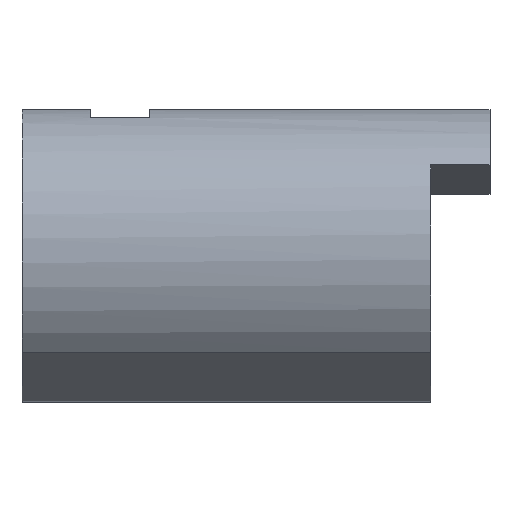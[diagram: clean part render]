
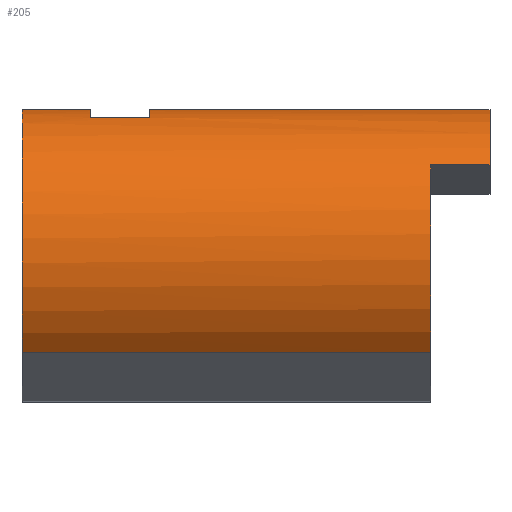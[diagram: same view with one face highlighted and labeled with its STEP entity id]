
A CAD part, top view. The second image highlights one B-rep face of the part: STEP entity #205.
In plain terms, the highlighted cylindrical face has radius 82 mm (diameter 164 mm), a partial arc.
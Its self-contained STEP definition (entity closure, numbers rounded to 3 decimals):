
#13 = CARTESIAN_POINT ( 'NONE',  ( 0., 50.484, 64.617 ) ) ;
#20 = CARTESIAN_POINT ( 'NONE',  ( -156., 76.701, 29. ) ) ;
#24 = DIRECTION ( 'NONE',  ( 0., 0., -1. ) ) ;
#26 = LINE ( 'NONE', #457, #449 ) ;
#39 = CARTESIAN_POINT ( 'NONE',  ( 33., 50.484, 64.617 ) ) ;
#43 = DIRECTION ( 'NONE',  ( 0., 0., -1. ) ) ;
#54 = AXIS2_PLACEMENT_3D ( 'NONE', #452, #155, #281 ) ;
#55 = CIRCLE ( 'NONE', #226, 82. ) ;
#60 = CARTESIAN_POINT ( 'NONE',  ( 0., -53.754, 61.923 ) ) ;
#66 = LINE ( 'NONE', #547, #413 ) ;
#69 = CARTESIAN_POINT ( 'NONE',  ( -189., 81.388, 10. ) ) ;
#70 = DIRECTION ( 'NONE',  ( -1., 0., 0. ) ) ;
#73 = CARTESIAN_POINT ( 'NONE',  ( 0., 76.701, 29. ) ) ;
#80 = ORIENTED_EDGE ( 'NONE', *, *, #149, .T. ) ;
#84 = VERTEX_POINT ( 'NONE', #233 ) ;
#88 = CARTESIAN_POINT ( 'NONE',  ( 33., 0., 0. ) ) ;
#91 = DIRECTION ( 'NONE',  ( 1., 0., 0. ) ) ;
#105 = VERTEX_POINT ( 'NONE', #13 ) ;
#134 = VERTEX_POINT ( 'NONE', #20 ) ;
#141 = EDGE_CURVE ( 'NONE', #486, #151, #285, .T. ) ;
#142 = ORIENTED_EDGE ( 'NONE', *, *, #523, .T. ) ;
#145 = ORIENTED_EDGE ( 'NONE', *, *, #141, .T. ) ;
#149 = EDGE_CURVE ( 'NONE', #506, #486, #524, .T. ) ;
#151 = VERTEX_POINT ( 'NONE', #423 ) ;
#152 = CARTESIAN_POINT ( 'NONE',  ( 0., 0., 0. ) ) ;
#155 = DIRECTION ( 'NONE',  ( 1., 0., 0. ) ) ;
#158 = VERTEX_POINT ( 'NONE', #566 ) ;
#171 = AXIS2_PLACEMENT_3D ( 'NONE', #88, #91, #43 ) ;
#176 = LINE ( 'NONE', #39, #359 ) ;
#189 = ORIENTED_EDGE ( 'NONE', *, *, #574, .F. ) ;
#196 = EDGE_CURVE ( 'NONE', #387, #506, #66, .T. ) ;
#199 = ORIENTED_EDGE ( 'NONE', *, *, #410, .T. ) ;
#205 = ADVANCED_FACE ( 'NONE', ( #247 ), #420, .T. ) ;
#206 = DIRECTION ( 'NONE',  ( 0., 0., -1. ) ) ;
#210 = DIRECTION ( 'NONE',  ( 0., 0., -1. ) ) ;
#212 = VECTOR ( 'NONE', #513, 1000. ) ;
#213 = DIRECTION ( 'NONE',  ( 1., 0., 0. ) ) ;
#216 = DIRECTION ( 'NONE',  ( -1., 0., 0. ) ) ;
#220 = ORIENTED_EDGE ( 'NONE', *, *, #196, .T. ) ;
#226 = AXIS2_PLACEMENT_3D ( 'NONE', #280, #70, #232 ) ;
#232 = DIRECTION ( 'NONE',  ( 0., 0., 1. ) ) ;
#233 = CARTESIAN_POINT ( 'NONE',  ( -189., 76.701, 29. ) ) ;
#243 = CIRCLE ( 'NONE', #171, 82. ) ;
#247 = FACE_OUTER_BOUND ( 'NONE', #545, .T. ) ;
#251 = DIRECTION ( 'NONE',  ( -1., 0., 0. ) ) ;
#257 = CARTESIAN_POINT ( 'NONE',  ( -227., -53.754, 61.923 ) ) ;
#259 = EDGE_CURVE ( 'NONE', #105, #151, #358, .T. ) ;
#265 = VERTEX_POINT ( 'NONE', #459 ) ;
#273 = EDGE_CURVE ( 'NONE', #84, #387, #55, .T. ) ;
#277 = AXIS2_PLACEMENT_3D ( 'NONE', #152, #296, #24 ) ;
#280 = CARTESIAN_POINT ( 'NONE',  ( -189., 0., 0. ) ) ;
#281 = DIRECTION ( 'NONE',  ( 0., 0., -1. ) ) ;
#283 = CARTESIAN_POINT ( 'NONE',  ( -227., 0., 0. ) ) ;
#285 = LINE ( 'NONE', #60, #212 ) ;
#293 = LINE ( 'NONE', #73, #441 ) ;
#296 = DIRECTION ( 'NONE',  ( 1., 0., 0. ) ) ;
#322 = CARTESIAN_POINT ( 'NONE',  ( -227., 81.388, 10. ) ) ;
#323 = VERTEX_POINT ( 'NONE', #546 ) ;
#331 = CARTESIAN_POINT ( 'NONE',  ( -156., 0., 0. ) ) ;
#336 = DIRECTION ( 'NONE',  ( -1., 0., 0. ) ) ;
#358 = CIRCLE ( 'NONE', #277, 82. ) ;
#359 = VECTOR ( 'NONE', #216, 1000. ) ;
#387 = VERTEX_POINT ( 'NONE', #69 ) ;
#410 = EDGE_CURVE ( 'NONE', #134, #84, #293, .T. ) ;
#413 = VECTOR ( 'NONE', #336, 1000. ) ;
#420 = CYLINDRICAL_SURFACE ( 'NONE', #54, 82. ) ;
#423 = CARTESIAN_POINT ( 'NONE',  ( 0., -53.754, 61.923 ) ) ;
#441 = VECTOR ( 'NONE', #251, 1000. ) ;
#446 = ORIENTED_EDGE ( 'NONE', *, *, #544, .T. ) ;
#449 = VECTOR ( 'NONE', #505, 1000. ) ;
#452 = CARTESIAN_POINT ( 'NONE',  ( 0., 0., 0. ) ) ;
#457 = CARTESIAN_POINT ( 'NONE',  ( 0., 81.388, 10. ) ) ;
#459 = CARTESIAN_POINT ( 'NONE',  ( 33., 81.388, 10. ) ) ;
#468 = DIRECTION ( 'NONE',  ( 1., 0., 0. ) ) ;
#481 = ORIENTED_EDGE ( 'NONE', *, *, #259, .F. ) ;
#486 = VERTEX_POINT ( 'NONE', #257 ) ;
#488 = ORIENTED_EDGE ( 'NONE', *, *, #569, .F. ) ;
#505 = DIRECTION ( 'NONE',  ( -1., 0., 0. ) ) ;
#506 = VERTEX_POINT ( 'NONE', #322 ) ;
#513 = DIRECTION ( 'NONE',  ( 1., 0., 0. ) ) ;
#523 = EDGE_CURVE ( 'NONE', #265, #158, #26, .T. ) ;
#524 = CIRCLE ( 'NONE', #563, 82. ) ;
#532 = AXIS2_PLACEMENT_3D ( 'NONE', #331, #468, #210 ) ;
#544 = EDGE_CURVE ( 'NONE', #158, #134, #575, .T. ) ;
#545 = EDGE_LOOP ( 'NONE', ( #80, #145, #481, #189, #488, #142, #446, #199, #578, #220 ) ) ;
#546 = CARTESIAN_POINT ( 'NONE',  ( 33., 50.484, 64.617 ) ) ;
#547 = CARTESIAN_POINT ( 'NONE',  ( 0., 81.388, 10. ) ) ;
#563 = AXIS2_PLACEMENT_3D ( 'NONE', #283, #213, #206 ) ;
#566 = CARTESIAN_POINT ( 'NONE',  ( -156., 81.388, 10. ) ) ;
#569 = EDGE_CURVE ( 'NONE', #265, #323, #243, .T. ) ;
#574 = EDGE_CURVE ( 'NONE', #323, #105, #176, .T. ) ;
#575 = CIRCLE ( 'NONE', #532, 82. ) ;
#578 = ORIENTED_EDGE ( 'NONE', *, *, #273, .T. ) ;
